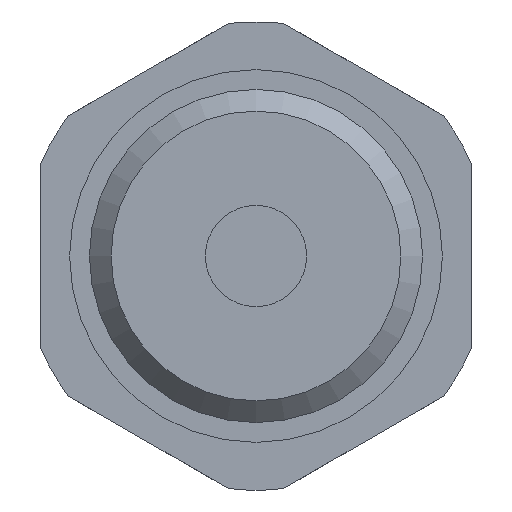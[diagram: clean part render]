
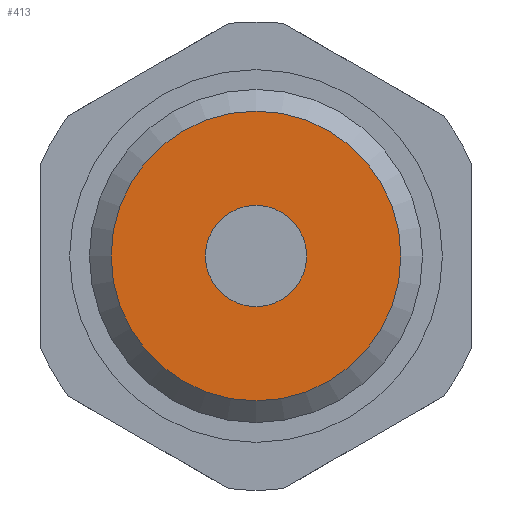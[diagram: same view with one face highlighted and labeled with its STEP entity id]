
A CAD part, left-side view. The second image highlights one B-rep face of the part: STEP entity #413.
In plain terms, the highlighted planar face has unit normal (-1, 0, 0).
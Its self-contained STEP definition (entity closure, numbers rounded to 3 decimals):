
#32=PLANE('',#466);
#101=ORIENTED_EDGE('',*,*,#205,.F.);
#102=ORIENTED_EDGE('',*,*,#206,.T.);
#205=EDGE_CURVE('',#257,#257,#287,.T.);
#206=EDGE_CURVE('',#258,#258,#288,.T.);
#257=VERTEX_POINT('',#693);
#258=VERTEX_POINT('',#695);
#287=CIRCLE('',#467,5.723);
#288=CIRCLE('',#468,2.);
#310=EDGE_LOOP('',(#101));
#311=EDGE_LOOP('',(#102));
#356=FACE_BOUND('',#310,.T.);
#357=FACE_BOUND('',#311,.T.);
#413=ADVANCED_FACE('',(#356,#357),#32,.F.);
#466=AXIS2_PLACEMENT_3D('',#691,#551,#552);
#467=AXIS2_PLACEMENT_3D('',#692,#553,#554);
#468=AXIS2_PLACEMENT_3D('',#694,#555,#556);
#551=DIRECTION('',(1.,0.,0.));
#552=DIRECTION('',(0.,0.,-1.));
#553=DIRECTION('',(1.,0.,0.));
#554=DIRECTION('',(0.,0.,-1.));
#555=DIRECTION('',(1.,0.,0.));
#556=DIRECTION('',(0.,0.,-1.));
#691=CARTESIAN_POINT('',(0.,0.,0.));
#692=CARTESIAN_POINT('',(0.,0.,0.));
#693=CARTESIAN_POINT('',(0.,0.,-5.723));
#694=CARTESIAN_POINT('',(0.,0.,0.));
#695=CARTESIAN_POINT('',(0.,0.,-2.));
